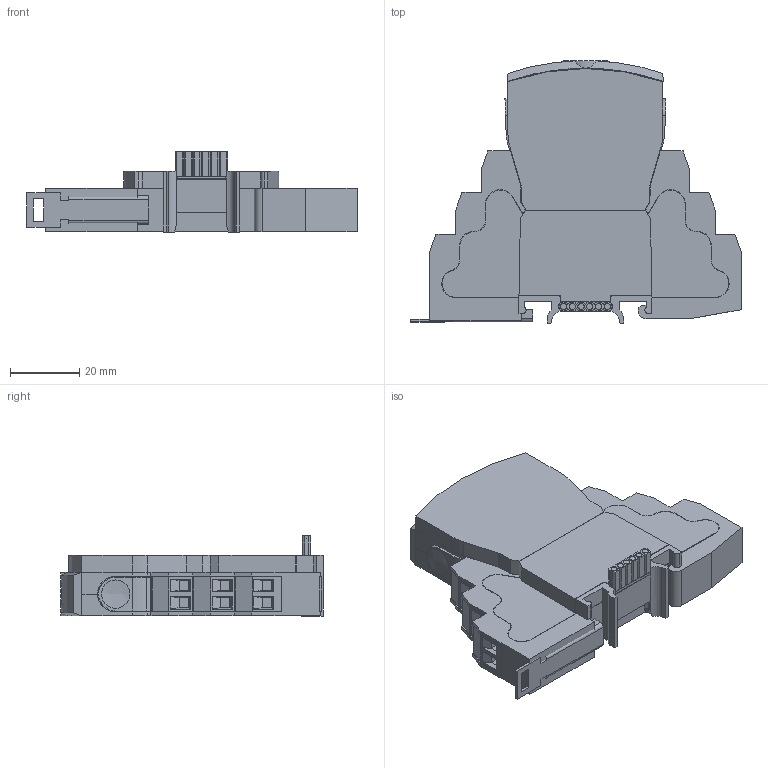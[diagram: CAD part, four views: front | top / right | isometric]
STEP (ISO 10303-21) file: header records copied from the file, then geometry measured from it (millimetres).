
FILE_DESCRIPTION (( 'STEP AP214' ), '1' );
FILE_NAME ('5080365.stp', '2022-07-11T13:06:08', ( '' ), ( '' ), 'SwSTEP 2.0', 'SolidWorks 2020', '' );
FILE_SCHEMA (( 'AUTOMOTIVE_DESIGN' ));
Length unit declared in the file: millimetre
Products named in the file (23): 122058_12 6; 125737_best…kt; 122057_3 9; 123292_OS - rechter Deckel mit Aufbau; 125738_Standard; 122057_8 2; 123291_Standard; 155731; 122054; 122052; 122058_5 11; 123255_3D-Druck; 123293_3D-Druck; 123256_3D-Druck; 151655_HAFA; 063183_Standard; 122057_1 7; 122057_10 4; 122053_links; 123292_Standard - Deckel links + rechts; 122053_rechts; 125836_05V; 5080365
Assembly tree (22 placements, depth 4):
  5080365
    151655_HAFA
      122052
      122057_1 7
      122057_3 9
      122057_8 2
      122057_10 4
      122058_5 11
      122058_12 6
      122053_links
      122053_rechts
      122054
        063183_Standard
    125836_05V
      155731
        123291_Standard
      123293_3D-Druck
      123292_OS - rechter Deckel mit Aufbau
      123292_Standard - Deckel links + rechts
    125738_Standard
      123255_3D-Druck
      123256_3D-Druck
      125737_best…kt
Bounding box: 95.45 x 75.9 x 23.15 mm (x, y, z)
Volume: 51018.7 mm3; surface area: 52984.4 mm2
Topology: 18 solids, 18 shells, 1281 faces, 3332 edges, 2123 vertices
Faces by surface type: plane 947, cylinder 225, cone 71, bspline 36, sphere 2
Full cylindrical faces by diameter (mm): 0.75 x6, 0.8 x6, 1.54 x6, 1.8 x12, 4 x12, 12.5 x1
Entity records: 45537 total; most frequent: CARTESIAN_POINT 7939, ORIENTED_EDGE 6446, DIRECTION 6172, EDGE_CURVE 3223, VECTOR 2524, LINE 2524, VERTEX_POINT 2087, AXIS2_PLACEMENT_3D 1824
